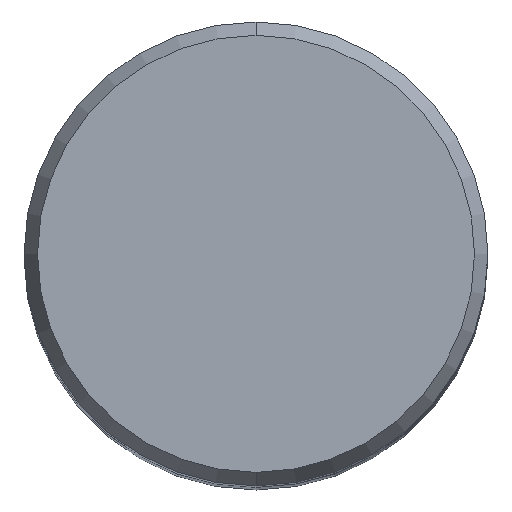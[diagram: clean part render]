
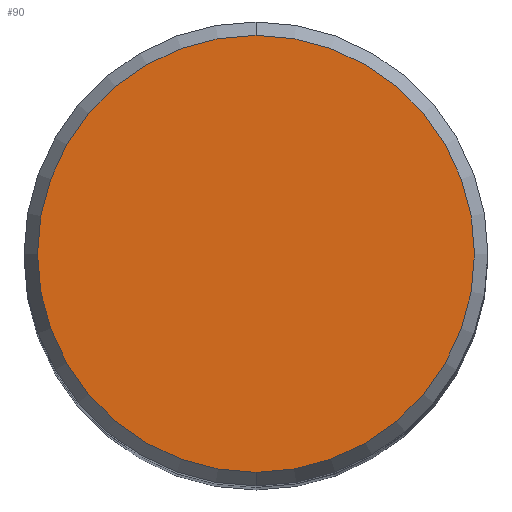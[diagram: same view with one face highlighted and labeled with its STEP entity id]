
A CAD part, top view. The second image highlights one B-rep face of the part: STEP entity #90.
In plain terms, the highlighted planar face has unit normal (0, 0, 1).
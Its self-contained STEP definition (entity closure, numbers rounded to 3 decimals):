
#90=ADVANCED_FACE('',(#211),#212,.T.);
#110=VERTEX_POINT('',#235);
#114=VERTEX_POINT('',#240);
#140=EDGE_CURVE('',#114,#110,#266,.T.);
#154=EDGE_CURVE('',#110,#114,#281,.T.);
#211=FACE_OUTER_BOUND('',#342,.T.);
#212=PLANE('',#343);
#235=CARTESIAN_POINT('',(0.0,14.958,0.01));
#240=CARTESIAN_POINT('',(0.,-14.958,0.01));
#266=CIRCLE('',#415,14.958);
#281=CIRCLE('',#434,14.958);
#342=EDGE_LOOP('',(#484,#485));
#343=AXIS2_PLACEMENT_3D('',#486,#487,#488);
#415=AXIS2_PLACEMENT_3D('',#544,#545,#546);
#434=AXIS2_PLACEMENT_3D('',#559,#560,#561);
#484=ORIENTED_EDGE('',*,*,#154,.F.);
#485=ORIENTED_EDGE('',*,*,#140,.F.);
#486=CARTESIAN_POINT('',(0.0,7.479,0.01));
#487=DIRECTION('',(-0.0,0.0,1.0));
#488=DIRECTION('',(0.0,-1.0,0.0));
#544=CARTESIAN_POINT('',(0.0,0.0,0.01));
#545=DIRECTION('',(0.0,0.0,-1.0));
#546=DIRECTION('',(0.0,1.0,0.0));
#559=CARTESIAN_POINT('',(0.0,0.0,0.01));
#560=DIRECTION('',(0.0,0.0,-1.0));
#561=DIRECTION('',(0.0,1.0,0.0));
